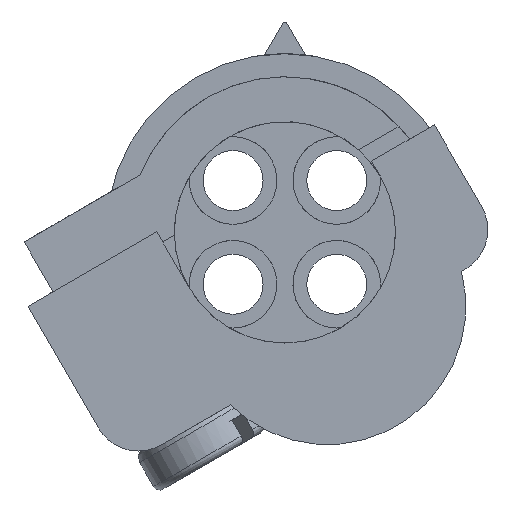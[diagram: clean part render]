
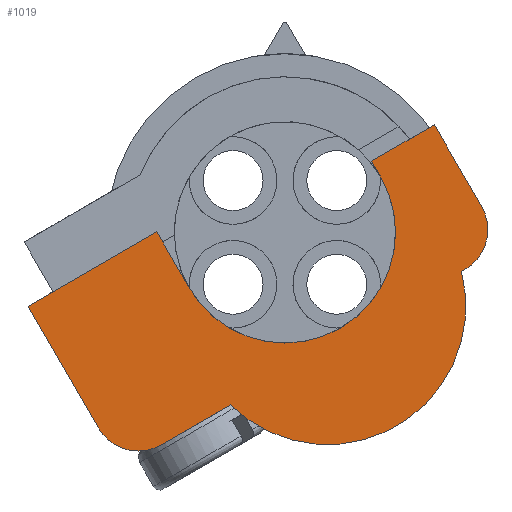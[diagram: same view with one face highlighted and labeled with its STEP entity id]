
A CAD part, front view. The second image highlights one B-rep face of the part: STEP entity #1019.
In plain terms, the highlighted planar face has unit normal (0, -1, 0).
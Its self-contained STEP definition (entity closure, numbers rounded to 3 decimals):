
#1019=ADVANCED_FACE('',(#1357),#1189,.T.);
#1189=PLANE('',#4595);
#1357=FACE_OUTER_BOUND('',#1532,.T.);
#1532=EDGE_LOOP('',(#2472,#2473,#2474,#2475,#2476,#2477,#2478,#2479,#2480,
#2481,#2482,#2483));
#1747=CIRCLE('',#4568,2.);
#1749=CIRCLE('',#4572,6.);
#1751=CIRCLE('',#4576,2.);
#1756=CIRCLE('',#4594,4.8);
#2472=ORIENTED_EDGE('',*,*,#3547,.T.);
#2473=ORIENTED_EDGE('',*,*,#3546,.T.);
#2474=ORIENTED_EDGE('',*,*,#3548,.F.);
#2475=ORIENTED_EDGE('',*,*,#3532,.T.);
#2476=ORIENTED_EDGE('',*,*,#3524,.T.);
#2477=ORIENTED_EDGE('',*,*,#3457,.T.);
#2478=ORIENTED_EDGE('',*,*,#3495,.T.);
#2479=ORIENTED_EDGE('',*,*,#3500,.T.);
#2480=ORIENTED_EDGE('',*,*,#3501,.T.);
#2481=ORIENTED_EDGE('',*,*,#3504,.T.);
#2482=ORIENTED_EDGE('',*,*,#3508,.T.);
#2483=ORIENTED_EDGE('',*,*,#3510,.T.);
#3017=VERTEX_POINT('',#6536);
#3018=VERTEX_POINT('',#6538);
#3045=VERTEX_POINT('',#6711);
#3047=VERTEX_POINT('',#6719);
#3048=VERTEX_POINT('',#6723);
#3050=VERTEX_POINT('',#6728);
#3052=VERTEX_POINT('',#6735);
#3054=VERTEX_POINT('',#6740);
#3063=VERTEX_POINT('',#6768);
#3068=VERTEX_POINT('',#6784);
#3077=VERTEX_POINT('',#6809);
#3078=VERTEX_POINT('',#6811);
#3457=EDGE_CURVE('',#3018,#3017,#3825,.T.);
#3495=EDGE_CURVE('',#3017,#3045,#1747,.T.);
#3500=EDGE_CURVE('',#3045,#3047,#3847,.T.);
#3501=EDGE_CURVE('',#3047,#3048,#1749,.T.);
#3504=EDGE_CURVE('',#3048,#3050,#3850,.T.);
#3508=EDGE_CURVE('',#3050,#3052,#1751,.T.);
#3510=EDGE_CURVE('',#3052,#3054,#3854,.T.);
#3524=EDGE_CURVE('',#3063,#3018,#3866,.T.);
#3532=EDGE_CURVE('',#3068,#3063,#3873,.T.);
#3546=EDGE_CURVE('',#3077,#3078,#3886,.T.);
#3547=EDGE_CURVE('',#3054,#3077,#3887,.T.);
#3548=EDGE_CURVE('',#3068,#3078,#1756,.T.);
#3825=LINE('',#6537,#4092);
#3847=LINE('',#6720,#4114);
#3850=LINE('',#6729,#4117);
#3854=LINE('',#6741,#4121);
#3866=LINE('',#6767,#4133);
#3873=LINE('',#6783,#4140);
#3886=LINE('',#6812,#4153);
#3887=LINE('',#6814,#4154);
#4092=VECTOR('',#5324,1.);
#4114=VECTOR('',#5406,1.);
#4117=VECTOR('',#5415,1.);
#4121=VECTOR('',#5427,1.);
#4133=VECTOR('',#5451,1.);
#4140=VECTOR('',#5466,1.);
#4153=VECTOR('',#5489,1.);
#4154=VECTOR('',#5492,1.);
#4568=AXIS2_PLACEMENT_3D('',#6712,#5397,#5398);
#4572=AXIS2_PLACEMENT_3D('',#6722,#5409,#5410);
#4576=AXIS2_PLACEMENT_3D('',#6736,#5422,#5423);
#4594=AXIS2_PLACEMENT_3D('',#6815,#5493,#5494);
#4595=AXIS2_PLACEMENT_3D('',#6816,#5495,#5496);
#5324=DIRECTION('',(0.5,0.,-0.866));
#5397=DIRECTION('',(0.,-1.,0.));
#5398=DIRECTION('',(-0.866,0.,-0.5));
#5406=DIRECTION('',(0.866,0.,0.5));
#5409=DIRECTION('',(0.,-1.,0.));
#5410=DIRECTION('',(-0.701,0.,-0.713));
#5415=DIRECTION('',(0.866,0.,0.5));
#5422=DIRECTION('',(0.,-1.,0.));
#5423=DIRECTION('',(0.5,0.,-0.866));
#5427=DIRECTION('',(-0.5,0.,0.866));
#5451=DIRECTION('',(-0.866,0.,-0.5));
#5466=DIRECTION('',(-0.5,0.,0.866));
#5489=DIRECTION('',(0.5,0.,-0.866));
#5492=DIRECTION('',(-0.866,0.,-0.5));
#5493=DIRECTION('',(0.,-1.,0.));
#5494=DIRECTION('',(-0.866,0.,-0.5));
#5495=DIRECTION('',(0.,-1.,0.));
#5496=DIRECTION('',(0.5,0.,-0.866));
#6536=CARTESIAN_POINT('',(-8.093,-45.9,-8.483));
#6537=CARTESIAN_POINT('',(-11.143,-45.9,-3.2));
#6538=CARTESIAN_POINT('',(-11.143,-45.9,-3.2));
#6711=CARTESIAN_POINT('',(-5.361,-45.9,-9.215));
#6712=CARTESIAN_POINT('',(-6.361,-45.9,-7.483));
#6719=CARTESIAN_POINT('',(-2.358,-45.9,-7.481));
#6720=CARTESIAN_POINT('',(-5.361,-45.9,-9.215));
#6722=CARTESIAN_POINT('',(1.85,-45.9,-3.204));
#6723=CARTESIAN_POINT('',(7.658,-45.9,-1.699));
#6728=CARTESIAN_POINT('',(7.803,-45.9,-1.615));
#6729=CARTESIAN_POINT('',(7.658,-45.9,-1.699));
#6735=CARTESIAN_POINT('',(8.535,-45.9,1.117));
#6736=CARTESIAN_POINT('',(6.803,-45.9,0.117));
#6740=CARTESIAN_POINT('',(6.485,-45.9,4.668));
#6741=CARTESIAN_POINT('',(8.535,-45.9,1.117));
#6767=CARTESIAN_POINT('',(-5.557,-45.9,0.025));
#6768=CARTESIAN_POINT('',(-5.557,-45.9,0.025));
#6783=CARTESIAN_POINT('',(-4.157,-45.9,-2.4));
#6784=CARTESIAN_POINT('',(-4.157,-45.9,-2.4));
#6809=CARTESIAN_POINT('',(3.757,-45.9,3.093));
#6811=CARTESIAN_POINT('',(4.157,-45.9,2.4));
#6812=CARTESIAN_POINT('',(3.757,-45.9,3.093));
#6814=CARTESIAN_POINT('',(6.485,-45.9,4.668));
#6815=CARTESIAN_POINT('',(0.,-45.9,0.));
#6816=CARTESIAN_POINT('',(-11.814,-45.9,-3.197));
